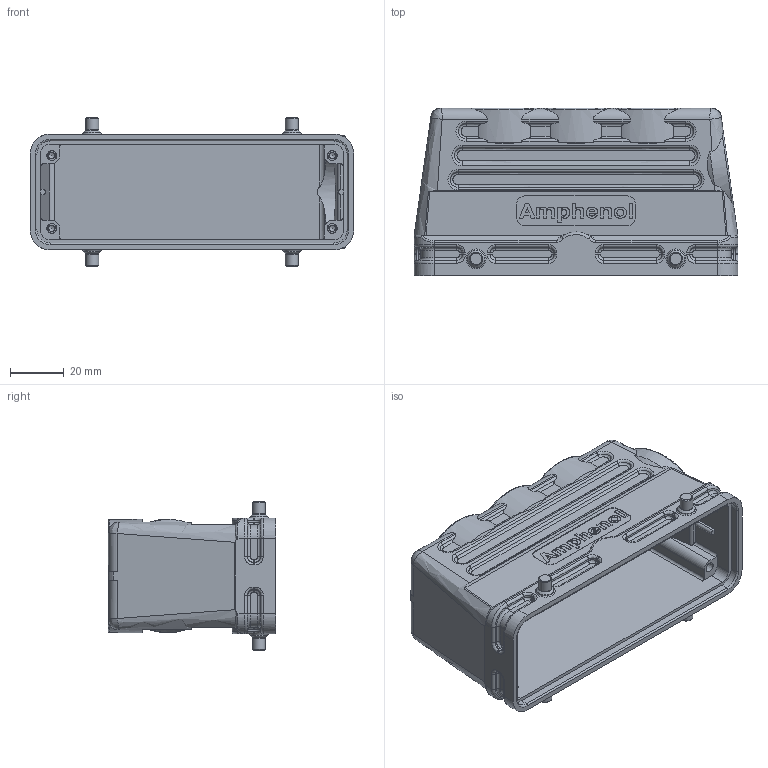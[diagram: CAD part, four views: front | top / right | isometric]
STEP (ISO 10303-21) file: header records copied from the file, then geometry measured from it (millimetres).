
FILE_DESCRIPTION(/* description */ (''),/* implementation_level */ '2;1');
FILE_NAME(/* name */ 'C146 21R024 500 1.stp',/* time_stamp */ '2018-07-16T14:10:56+02:00',/* author */ (''),/* organization */ (''),/* preprocessor_version */ 'ST-DEVELOPER v16',/* originating_system */ 'SIEMENS PLM Software NX 11.0',/* authorisation */ '');
FILE_SCHEMA (('AP203_CONFIGURATION_CONTROLLED_3D_DESIGN_OF_MECHANICAL_PARTS_AND_ASSEMBLIES_MIM_LF { 1 0 10303 403 2 1 2}'));
Length unit declared in the file: millimetre
Products named in the file (1): C146 K17 552 E1-01
Bounding box: 120.01 x 62 x 55 mm (x, y, z)
Volume: 61893.2 mm3; surface area: 45216.5 mm2
Topology: 1 solids, 1 shells, 738 faces, 1838 edges, 1132 vertices
Faces by surface type: plane 256, cylinder 212, bspline 193, cone 45, extrusion 22, torus 10
Full cylindrical faces by diameter (mm): 2.5 x4, 4.8 x4, 6.5 x4, 30.38 x1
Entity records: 31679 total; most frequent: CARTESIAN_POINT 10700, ORIENTED_EDGE 3554, DIRECTION 2978, EDGE_CURVE 1777, VERTEX_POINT 1124, AXIS2_PLACEMENT_3D 1041, VECTOR 896, LINE 874
